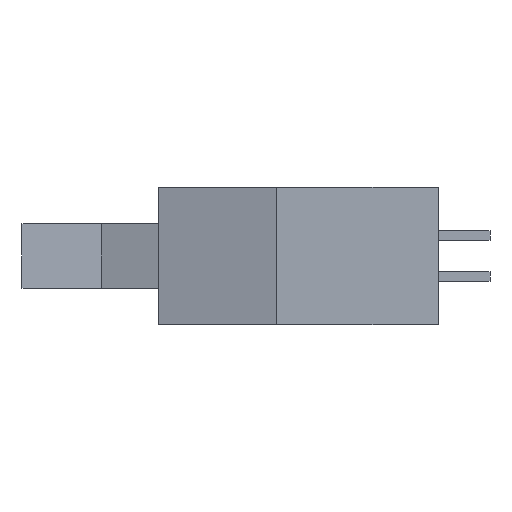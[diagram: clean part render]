
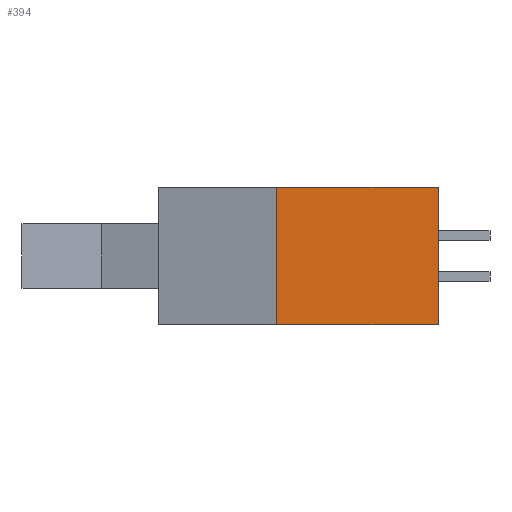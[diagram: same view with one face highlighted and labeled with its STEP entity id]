
A CAD part, left-side view. The second image highlights one B-rep face of the part: STEP entity #394.
In plain terms, the highlighted free-form (B-spline) face has degree [1, 1] with [2, 2] control points.
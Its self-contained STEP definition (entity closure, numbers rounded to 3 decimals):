
#394=ADVANCED_FACE('F54',(#969),#970,.T.);
#969=FACE_OUTER_BOUND('',#1931,.T.);
#970=B_SPLINE_SURFACE_WITH_KNOTS('',1,1,((#1932,#1933),(#1934,#1935)),.UNSPECIFIED.,.F.,.F.,.F.,(2,2),(2,2),(0.0,1.176),(0.0,1.0),.UNSPECIFIED.);
#1931=EDGE_LOOP('',(#3221,#3222,#3223,#3224));
#1932=CARTESIAN_POINT('',(-31.573,12.59,0.0));
#1933=CARTESIAN_POINT('',(-31.573,12.59,8.5));
#1934=CARTESIAN_POINT('',(-31.573,2.59,0.0));
#1935=CARTESIAN_POINT('',(-31.573,2.59,8.5));
#3221=ORIENTED_EDGE('',*,*,#4079,.T.);
#3222=ORIENTED_EDGE('',*,*,#4159,.T.);
#3223=ORIENTED_EDGE('',*,*,#4160,.T.);
#3224=ORIENTED_EDGE('',*,*,#4161,.F.);
#4079=EDGE_CURVE('E148',#4679,#4677,#4680,.T.);
#4159=EDGE_CURVE('E196',#4677,#4796,#4797,.T.);
#4160=EDGE_CURVE('E37',#4796,#4798,#4799,.T.);
#4161=EDGE_CURVE('E197',#4679,#4798,#4800,.T.);
#4677=VERTEX_POINT('V112',#5600);
#4679=VERTEX_POINT('V113',#5603);
#4680=B_SPLINE_CURVE_WITH_KNOTS('',1,(#5604,#5605),.UNSPECIFIED.,.F.,.F.,(2,2),(0.0,1.176),.UNSPECIFIED.);
#4796=VERTEX_POINT('V35',#5809);
#4797=B_SPLINE_CURVE_WITH_KNOTS('',1,(#5810,#5811),.UNSPECIFIED.,.F.,.F.,(2,2),(0.0,1.0),.UNSPECIFIED.);
#4798=VERTEX_POINT('V34',#5812);
#4799=B_SPLINE_CURVE_WITH_KNOTS('',1,(#5813,#5814),.UNSPECIFIED.,.F.,.F.,(2,2),(0.0,1.176),.UNSPECIFIED.);
#4800=B_SPLINE_CURVE_WITH_KNOTS('',1,(#5815,#5816),.UNSPECIFIED.,.F.,.F.,(2,2),(0.0,1.125),.UNSPECIFIED.);
#5600=CARTESIAN_POINT('',(-31.573,2.59,0.0));
#5603=CARTESIAN_POINT('',(-31.573,12.59,0.0));
#5604=CARTESIAN_POINT('',(-31.573,12.59,0.0));
#5605=CARTESIAN_POINT('',(-31.573,2.59,0.0));
#5809=CARTESIAN_POINT('',(-31.573,2.59,8.5));
#5810=CARTESIAN_POINT('',(-31.573,2.59,0.0));
#5811=CARTESIAN_POINT('',(-31.573,2.59,8.5));
#5812=CARTESIAN_POINT('',(-31.573,12.59,8.5));
#5813=CARTESIAN_POINT('',(-31.573,2.59,8.5));
#5814=CARTESIAN_POINT('',(-31.573,12.59,8.5));
#5815=CARTESIAN_POINT('',(-31.573,12.59,0.0));
#5816=CARTESIAN_POINT('',(-31.573,12.59,8.5));
